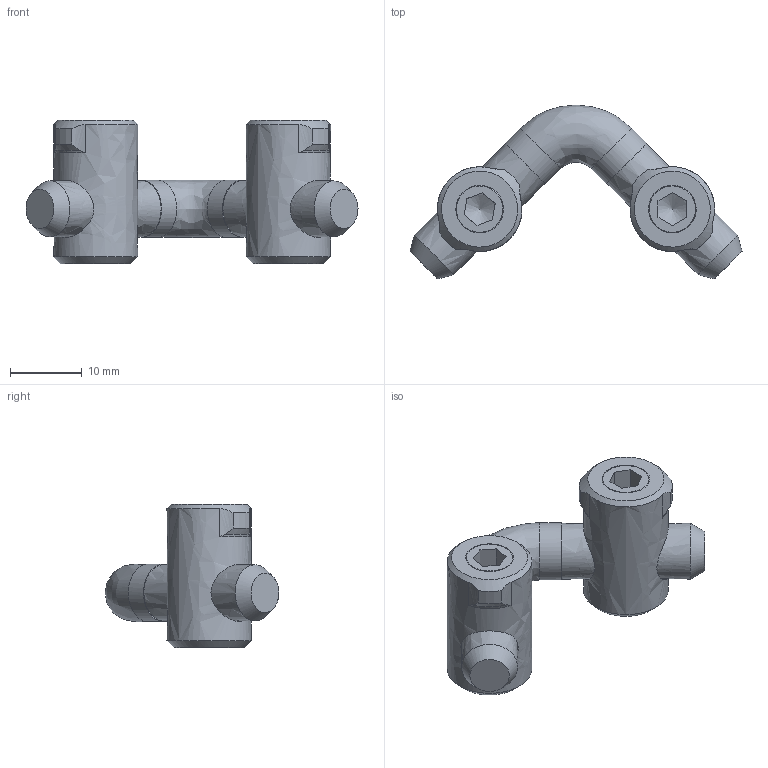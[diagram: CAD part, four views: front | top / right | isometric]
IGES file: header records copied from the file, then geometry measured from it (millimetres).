
Global section: file name: SV1650V_A; native system: Autodesk Inventor 2015; preprocessor: unknown; author: D. Wölk,; organization: 11; date: 20151130.122612; units: millimetre
Bounding box: 46.31 x 24.25 x 20 mm (x, y, z)
Volume: 6110.5 mm3; surface area: 4686.8 mm2
Topology: 5 solids, 5 shells, 71 faces, 195 edges, 136 vertices
Faces by surface type: bspline 71
